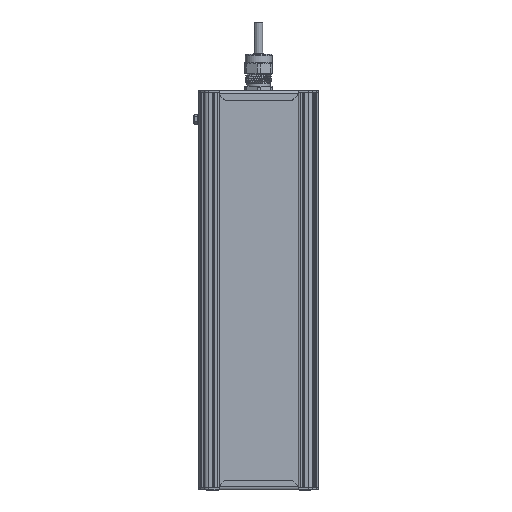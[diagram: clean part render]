
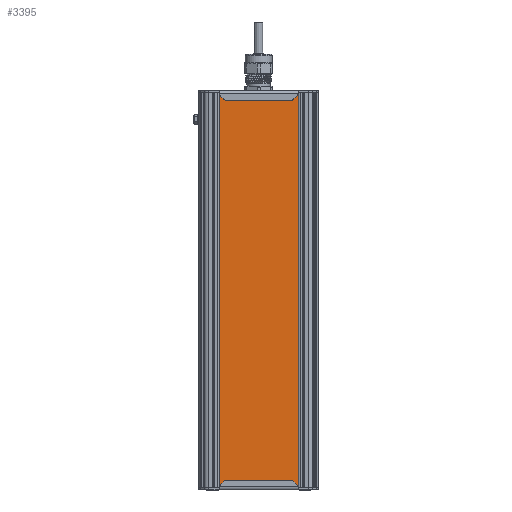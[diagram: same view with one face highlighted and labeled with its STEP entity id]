
A CAD part, front view. The second image highlights one B-rep face of the part: STEP entity #3395.
In plain terms, the highlighted face is planar.
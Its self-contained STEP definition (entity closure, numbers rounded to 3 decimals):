
#3395=ADVANCED_FACE('',(#12411),#12413,.T.);
#12411=FACE_BOUND('',#12412,.T.);
#12412=EDGE_LOOP('',(#39500,#39501,#39502,#39503));
#12413=PLANE('',#12414);
#12414=AXIS2_PLACEMENT_3D('',#12415,#12416,#12417);
#12415=CARTESIAN_POINT('',(120.465,593.492,117.308));
#12416=DIRECTION('',(0.,0.,-1.));
#12417=DIRECTION('',(0.,1.,0.));
#39500=ORIENTED_EDGE('',*,*,#45097,.T.);
#39501=ORIENTED_EDGE('',*,*,#45096,.T.);
#39502=ORIENTED_EDGE('',*,*,#45098,.F.);
#39503=ORIENTED_EDGE('',*,*,#45099,.F.);
#45096=EDGE_CURVE('',#48961,#48966,#48968,.T.);
#45097=EDGE_CURVE('',#48969,#48961,#48970,.T.);
#45098=EDGE_CURVE('',#48971,#48966,#48972,.T.);
#45099=EDGE_CURVE('',#48969,#48971,#48973,.T.);
#48961=VERTEX_POINT('',#60242);
#48966=VERTEX_POINT('',#60251);
#48968=LINE('',#60255,#60256);
#48969=VERTEX_POINT('',#60258);
#48970=LINE('',#60259,#60260);
#48971=VERTEX_POINT('',#60262);
#48972=LINE('',#60263,#60264);
#48973=LINE('',#60266,#60267);
#60242=CARTESIAN_POINT('',(120.465,679.838,117.308));
#60251=CARTESIAN_POINT('',(491.465,679.838,117.308));
#60255=CARTESIAN_POINT('',(120.465,679.838,117.308));
#60256=VECTOR('',#60257,1.);
#60257=DIRECTION('',(1.,0.,0.));
#60258=CARTESIAN_POINT('',(120.465,593.492,117.308));
#60259=CARTESIAN_POINT('',(120.465,593.492,117.308));
#60260=VECTOR('',#60261,1.);
#60261=DIRECTION('',(0.,1.,0.));
#60262=CARTESIAN_POINT('',(491.465,593.492,117.308));
#60263=CARTESIAN_POINT('',(491.465,593.492,117.308));
#60264=VECTOR('',#60265,1.);
#60265=DIRECTION('',(0.,1.,0.));
#60266=CARTESIAN_POINT('',(120.465,593.492,117.308));
#60267=VECTOR('',#60268,1.);
#60268=DIRECTION('',(1.,0.,0.));
